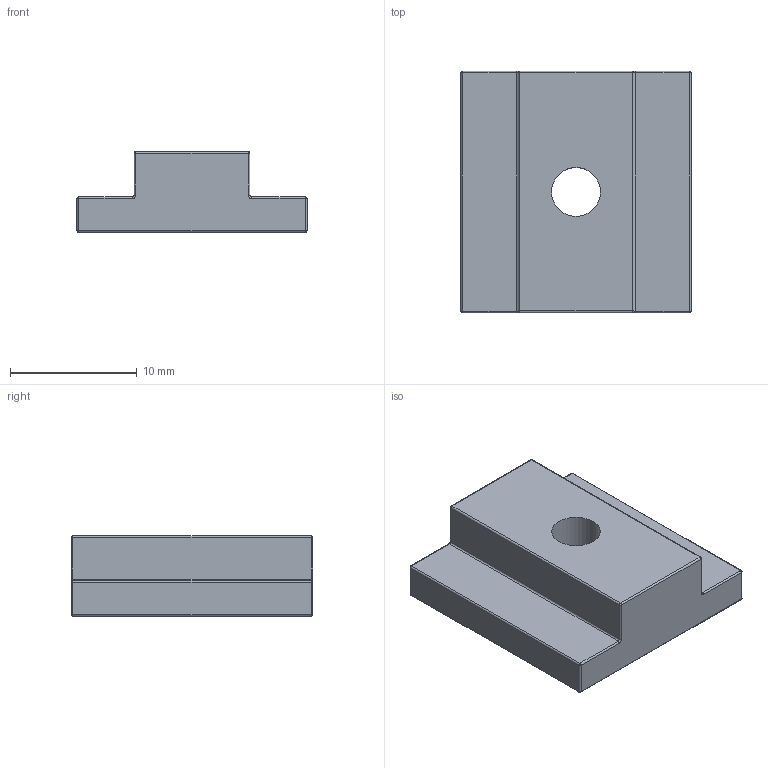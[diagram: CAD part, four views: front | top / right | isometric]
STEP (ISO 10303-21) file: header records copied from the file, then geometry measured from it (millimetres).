
FILE_DESCRIPTION(/* description */ ('','CAx-IF Rec.Pracs.---Representation and Presentation of Product Manufacturing Information (PMI)---3.8---2014-02-18'),/* implementation_level */ '2;1');
FILE_NAME(/* name */ 'ATAHSNK.stp',/* time_stamp */ '2018-04-09T15:09:49-04:00',/* author */ ('aalomero'),/* organization */ (''),/* preprocessor_version */ 'ST-DEVELOPER v16.13',/* originating_system */ 'Autodesk Inventor 2018',/* authorisation */ '');
FILE_SCHEMA (('AP242_MANAGED_MODEL_BASED_3D_ENGINEERING_MIM_LF { 1 0 10303 442 1 1 4 }'));
Length unit declared in the file: inch
Products named in the file (1): ATAHSNK
Bounding box: 18.16 x 19.05 x 6.35 mm (x, y, z)
Volume: 1511.4 mm3; surface area: 1140.3 mm2
Topology: 1 solids, 1 shells, 51 faces, 103 edges, 54 vertices
Faces by surface type: cylinder 25, sphere 12, plane 10, torus 4
Full cylindrical faces by diameter (mm): 3.853 x1
Entity records: 1460 total; most frequent: DIRECTION 294, CARTESIAN_POINT 233, ORIENTED_EDGE 204, AXIS2_PLACEMENT_3D 127, EDGE_CURVE 102, EDGE_LOOP 54, CIRCLE 54, VERTEX_POINT 54
